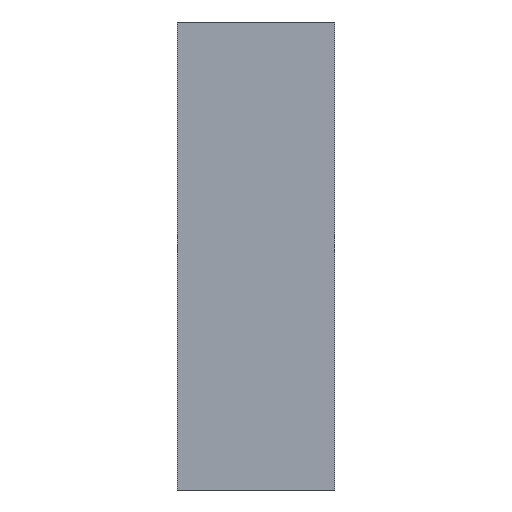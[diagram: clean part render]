
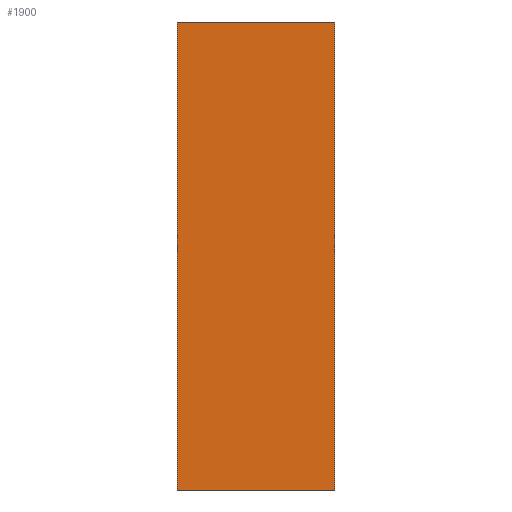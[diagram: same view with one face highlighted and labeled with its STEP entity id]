
A CAD part, left-side view. The second image highlights one B-rep face of the part: STEP entity #1900.
In plain terms, the highlighted planar face has unit normal (-1, 0, 0).
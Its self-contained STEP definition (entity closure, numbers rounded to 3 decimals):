
#88=PLANE('',#2136);
#290=FACE_OUTER_BOUND('',#441,.T.);
#441=EDGE_LOOP('',(#1713,#1714,#1715,#1716));
#609=LINE('',#5637,#695);
#629=LINE('',#5697,#715);
#639=LINE('',#5733,#725);
#649=LINE('',#6382,#735);
#695=VECTOR('',#2406,10.);
#715=VECTOR('',#2460,10.);
#725=VECTOR('',#2500,10.);
#735=VECTOR('',#2668,10.);
#839=VERTEX_POINT('',#5631);
#841=VERTEX_POINT('',#5635);
#864=VERTEX_POINT('',#5695);
#875=VERTEX_POINT('',#5731);
#1053=EDGE_CURVE('',#839,#841,#609,.F.);
#1083=EDGE_CURVE('',#841,#864,#629,.F.);
#1101=EDGE_CURVE('',#875,#864,#639,.F.);
#1174=EDGE_CURVE('',#839,#875,#649,.T.);
#1713=ORIENTED_EDGE('',*,*,#1053,.T.);
#1714=ORIENTED_EDGE('',*,*,#1083,.T.);
#1715=ORIENTED_EDGE('',*,*,#1101,.F.);
#1716=ORIENTED_EDGE('',*,*,#1174,.F.);
#1900=ADVANCED_FACE('',(#290),#88,.T.);
#2136=AXIS2_PLACEMENT_3D('',#6383,#2669,#2670);
#2406=DIRECTION('',(0.,0.,-1.));
#2460=DIRECTION('',(0.,-1.,0.));
#2500=DIRECTION('',(0.,0.,-1.));
#2668=DIRECTION('',(0.,1.,0.));
#2669=DIRECTION('center_axis',(-1.,0.,0.));
#2670=DIRECTION('ref_axis',(0.,0.,1.));
#5631=CARTESIAN_POINT('',(-161.718,-79.851,-180.599));
#5635=CARTESIAN_POINT('',(-161.718,-79.851,-70.599));
#5637=CARTESIAN_POINT('',(-161.718,-79.851,-101.849));
#5695=CARTESIAN_POINT('',(-161.718,-42.851,-70.599));
#5697=CARTESIAN_POINT('',(-161.718,-84.351,-70.599));
#5731=CARTESIAN_POINT('',(-161.718,-42.851,-180.599));
#5733=CARTESIAN_POINT('',(-161.718,-42.851,-101.849));
#6382=CARTESIAN_POINT('',(-161.718,-84.351,-180.599));
#6383=CARTESIAN_POINT('Origin',(-161.718,-84.351,-78.099));
